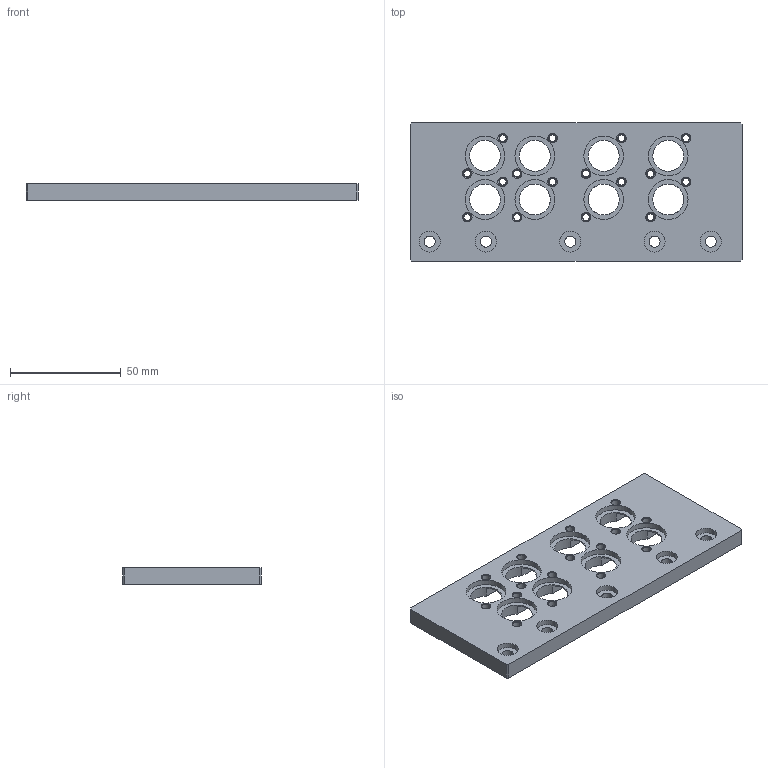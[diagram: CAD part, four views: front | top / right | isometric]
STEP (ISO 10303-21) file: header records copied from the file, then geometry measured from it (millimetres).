
FILE_DESCRIPTION (( 'STEP AP214' ), '1' );
FILE_NAME ('D1600076-101-v1.STEP', '2016-02-19T16:37:41', ( 'esanchez' ), ( 'Microsoft' ), 'SwSTEP 2.0', 'SolidWorks 2015', '' );
FILE_SCHEMA (( 'AUTOMOTIVE_DESIGN' ));
Length unit declared in the file: inch
Products named in the file (1): D1600076-101-v1
Bounding box: 149.99 x 62.61 x 7.54 mm (x, y, z)
Volume: 51615.4 mm3; surface area: 24782.2 mm2
Topology: 1 solids, 1 shells, 223 faces, 562 edges, 364 vertices
Faces by surface type: cylinder 122, plane 69, cone 32
Entity records: 6964 total; most frequent: DIRECTION 1318, CARTESIAN_POINT 1150, ORIENTED_EDGE 1124, EDGE_CURVE 562, AXIS2_PLACEMENT_3D 532, VERTEX_POINT 364, CIRCLE 308, EDGE_LOOP 304
